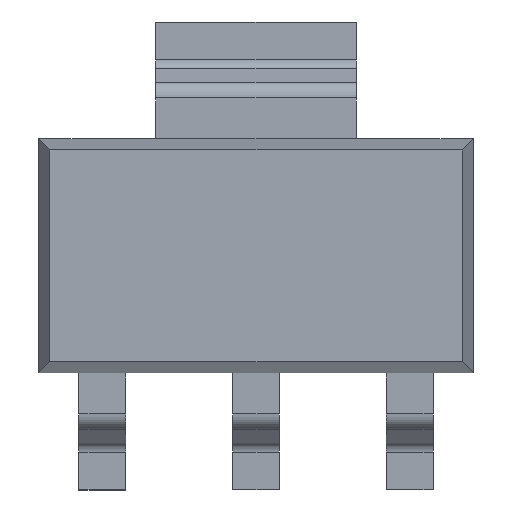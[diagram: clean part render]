
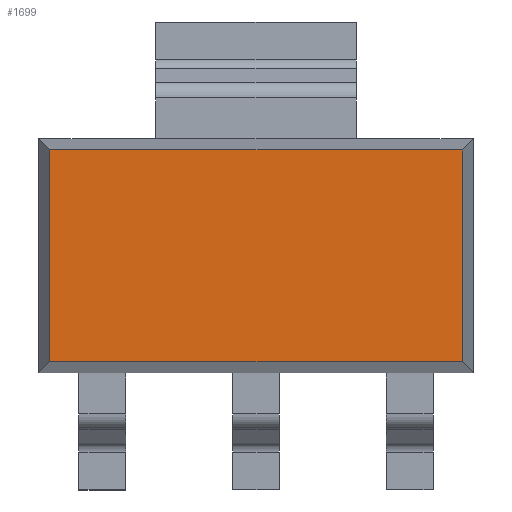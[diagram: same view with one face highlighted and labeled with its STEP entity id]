
A CAD part, top view. The second image highlights one B-rep face of the part: STEP entity #1699.
In plain terms, the highlighted planar face has unit normal (0, 0, 1).
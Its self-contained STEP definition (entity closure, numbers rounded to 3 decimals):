
#49 = VERTEX_POINT ( 'NONE', #2607 ) ;
#63 = VERTEX_POINT ( 'NONE', #2596 ) ;
#100 = ORIENTED_EDGE ( 'NONE', *, *, #1714, .T. ) ;
#105 = VERTEX_POINT ( 'NONE', #2593 ) ;
#148 = VERTEX_POINT ( 'NONE', #835 ) ;
#215 = EDGE_LOOP ( 'NONE', ( #100, #1415, #1417, #1407 ) ) ;
#377 = LINE ( 'NONE', #378, #637 ) ;
#378 = CARTESIAN_POINT ( 'NONE',  ( -6.865, 8.72, 1.65 ) ) ;
#379 = DIRECTION ( 'NONE',  ( -1., 0., 0. ) ) ;
#637 = VECTOR ( 'NONE', #379, 1000. ) ;
#695 = VECTOR ( 'NONE', #1242, 1000. ) ;
#719 = FACE_OUTER_BOUND ( 'NONE', #215, .T. ) ;
#723 = AXIS2_PLACEMENT_3D ( 'NONE', #1331, #1332, #1333 ) ;
#744 = VECTOR ( 'NONE', #1849, 1000. ) ;
#835 = CARTESIAN_POINT ( 'NONE',  ( -0.532, 8.72, 1.65 ) ) ;
#958 = LINE ( 'NONE', #959, #1767 ) ;
#959 = CARTESIAN_POINT ( 'NONE',  ( -0.365, 5.555, 1.65 ) ) ;
#960 = DIRECTION ( 'NONE',  ( 1., 0., 0. ) ) ;
#1240 = LINE ( 'NONE', #1241, #695 ) ;
#1241 = CARTESIAN_POINT ( 'NONE',  ( -6.697, 5.388, 1.65 ) ) ;
#1242 = DIRECTION ( 'NONE',  ( 0., -1., 0. ) ) ;
#1318 = PLANE ( 'NONE',  #723 ) ;
#1331 = CARTESIAN_POINT ( 'NONE',  ( 0., 0., 1.65 ) ) ;
#1332 = DIRECTION ( 'NONE',  ( 0., 0., 1. ) ) ;
#1333 = DIRECTION ( 'NONE',  ( 1., 0., 0. ) ) ;
#1407 = ORIENTED_EDGE ( 'NONE', *, *, #1550, .T. ) ;
#1415 = ORIENTED_EDGE ( 'NONE', *, *, #2454, .T. ) ;
#1417 = ORIENTED_EDGE ( 'NONE', *, *, #1675, .T. ) ;
#1550 = EDGE_CURVE ( 'NONE', #63, #105, #958, .T. ) ;
#1675 = EDGE_CURVE ( 'NONE', #49, #63, #1240, .T. ) ;
#1699 = ADVANCED_FACE ( 'NONE', ( #719 ), #1318, .T. ) ;
#1714 = EDGE_CURVE ( 'NONE', #105, #148, #1847, .T. ) ;
#1767 = VECTOR ( 'NONE', #960, 1000. ) ;
#1847 = LINE ( 'NONE', #1848, #744 ) ;
#1848 = CARTESIAN_POINT ( 'NONE',  ( -0.532, 8.888, 1.65 ) ) ;
#1849 = DIRECTION ( 'NONE',  ( 0., 1., 0. ) ) ;
#2454 = EDGE_CURVE ( 'NONE', #148, #49, #377, .T. ) ;
#2593 = CARTESIAN_POINT ( 'NONE',  ( -0.532, 5.555, 1.65 ) ) ;
#2596 = CARTESIAN_POINT ( 'NONE',  ( -6.697, 5.555, 1.65 ) ) ;
#2607 = CARTESIAN_POINT ( 'NONE',  ( -6.697, 8.72, 1.65 ) ) ;
